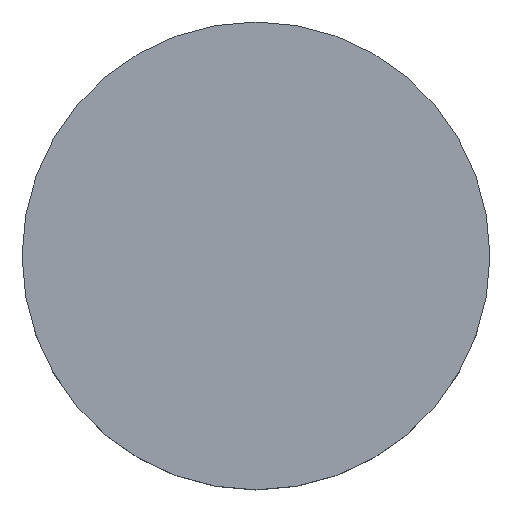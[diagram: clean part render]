
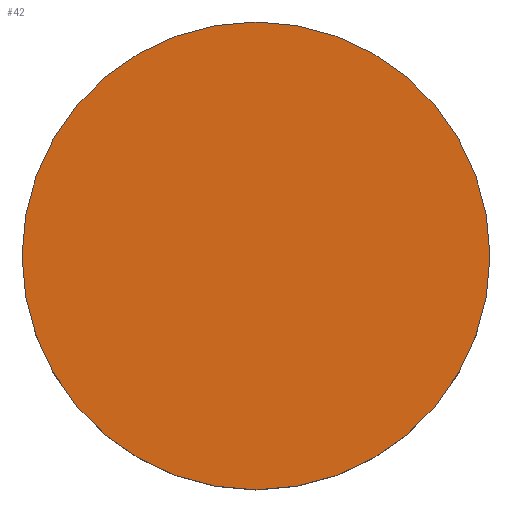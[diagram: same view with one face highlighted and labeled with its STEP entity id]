
A CAD part, top view. The second image highlights one B-rep face of the part: STEP entity #42.
In plain terms, the highlighted planar face has unit normal (0, 0, 1).
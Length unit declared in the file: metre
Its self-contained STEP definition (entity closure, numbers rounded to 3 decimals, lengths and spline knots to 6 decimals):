
#20=PLANE('',#60);
#24=ORIENTED_EDGE('',*,*,#26,.T.);
#26=EDGE_CURVE('',#28,#28,#30,.T.);
#28=VERTEX_POINT('',#77);
#30=CIRCLE('',#58,0.12);
#34=EDGE_LOOP('',(#24));
#38=FACE_BOUND('',#34,.T.);
#42=ADVANCED_FACE('',(#38),#20,.T.);
#58=AXIS2_PLACEMENT_3D('',#76,#66,#67);
#60=AXIS2_PLACEMENT_3D('',#80,#70,#71);
#66=DIRECTION('',(0.,0.,1.));
#67=DIRECTION('',(1.,0.,0.));
#70=DIRECTION('',(0.,0.,1.));
#71=DIRECTION('',(1.,0.,0.));
#76=CARTESIAN_POINT('',(0.,0.,0.05));
#77=CARTESIAN_POINT('',(0.12,0.,0.05));
#80=CARTESIAN_POINT('',(0.,0.,0.05));
